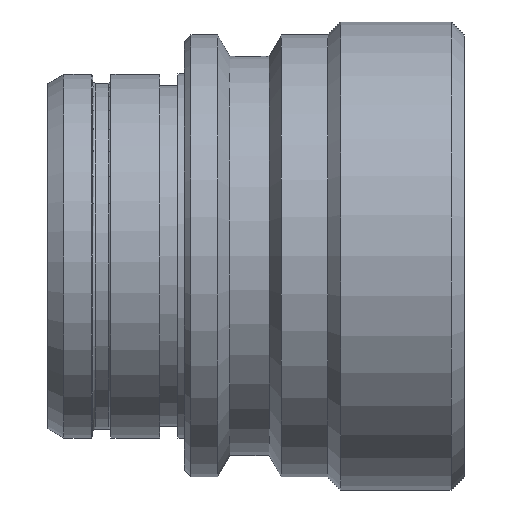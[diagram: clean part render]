
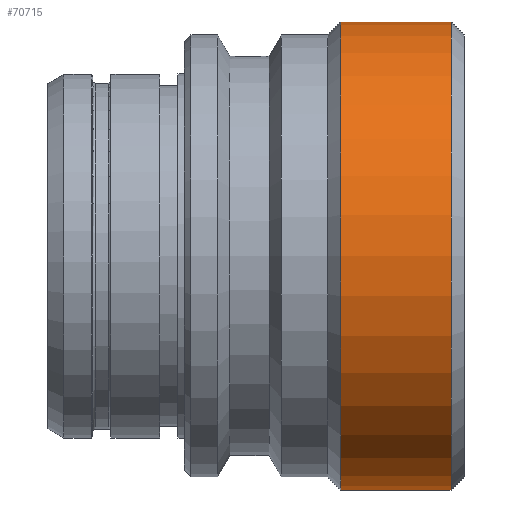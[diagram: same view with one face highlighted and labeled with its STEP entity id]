
A CAD part, top view. The second image highlights one B-rep face of the part: STEP entity #70715.
In plain terms, the highlighted cylindrical face has radius 18 mm (diameter 36 mm), a partial arc.
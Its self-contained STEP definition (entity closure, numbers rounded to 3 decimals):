
#52=CARTESIAN_POINT('',(31.,0.,0.));
#53=DIRECTION('',(1.,0.,0.));
#54=DIRECTION('',(0.,1.,0.));
#55=AXIS2_PLACEMENT_3D('',#52,#53,#54);
#57=DIRECTION('',(-1.,0.,0.));
#58=VECTOR('',#57,8.5);
#59=CARTESIAN_POINT('',(31.,18.,0.));
#60=LINE('5211',#59,#58);
#61=DIRECTION('',(-1.,0.,0.));
#62=VECTOR('',#61,8.5);
#63=CARTESIAN_POINT('',(31.,-18.,0.));
#64=LINE('5221',#63,#62);
#83=CARTESIAN_POINT('',(22.5,0.,0.));
#84=DIRECTION('',(1.,0.,0.));
#85=DIRECTION('',(0.,1.,0.));
#86=AXIS2_PLACEMENT_3D('',#83,#84,#85);
#56925=CARTESIAN_POINT('',(31.,18.,0.));
#56927=VERTEX_POINT('',#56925);
#56928=CARTESIAN_POINT('',(22.5,18.,0.));
#56929=VERTEX_POINT('',#56928);
#56953=CARTESIAN_POINT('',(31.,-18.,0.));
#56955=VERTEX_POINT('',#56953);
#56956=CARTESIAN_POINT('',(22.5,-18.,0.));
#56957=VERTEX_POINT('',#56956);
#70701=CARTESIAN_POINT('',(-1.6,0.,0.));
#70702=DIRECTION('',(1.,0.,0.));
#70703=DIRECTION('',(0.,-1.,0.));
#70704=AXIS2_PLACEMENT_3D('',#70701,#70702,#70703);
#70705=CYLINDRICAL_SURFACE('247',#70704,18.);
#70707=ORIENTED_EDGE('5211',*,*,#70706,.F.);
#70708=ORIENTED_EDGE('5232',*,*,#70689,.T.);
#70710=ORIENTED_EDGE('5221',*,*,#70709,.T.);
#70712=ORIENTED_EDGE('5233',*,*,#70711,.F.);
#70713=EDGE_LOOP('247',(#70707,#70708,#70710,#70712));
#70714=FACE_OUTER_BOUND('247',#70713,.F.);
#56=CIRCLE('5232',#55,18.);
#87=CIRCLE('5233',#86,18.);
#70689=EDGE_CURVE('5232',#56927,#56955,#56,.T.);
#70706=EDGE_CURVE('5211',#56927,#56929,#60,.T.);
#70709=EDGE_CURVE('5221',#56955,#56957,#64,.T.);
#70711=EDGE_CURVE('5233',#56929,#56957,#87,.T.);
#70715=ADVANCED_FACE('247',(#70714),#70705,.T.);
